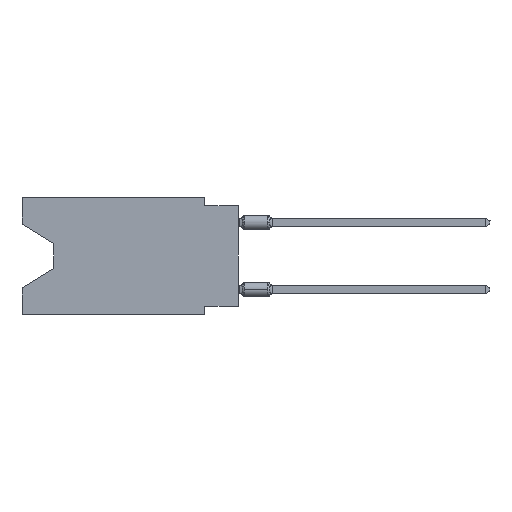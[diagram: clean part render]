
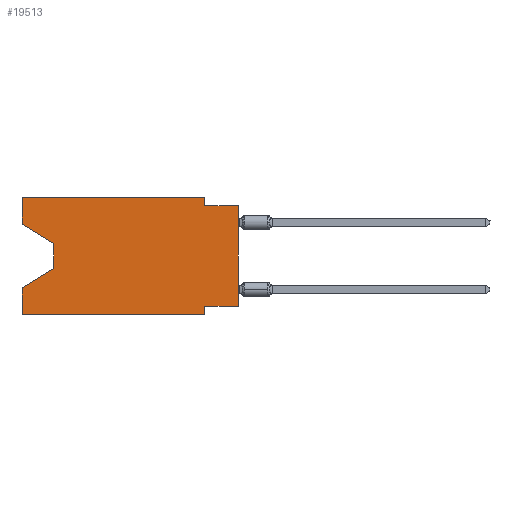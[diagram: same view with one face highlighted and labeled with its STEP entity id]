
A CAD part, left-side view. The second image highlights one B-rep face of the part: STEP entity #19513.
In plain terms, the highlighted planar face has unit normal (-1, 0, 0).
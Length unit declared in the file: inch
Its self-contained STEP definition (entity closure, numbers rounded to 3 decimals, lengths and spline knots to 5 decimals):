
#1856 = DIRECTION ( 'NONE',  ( 0., -1., 0. ) ) ;
#2108 = CARTESIAN_POINT ( 'NONE',  ( 0., 0., 0. ) ) ;
#3951 = VERTEX_POINT ( 'NONE', #63509 ) ;
#4530 = ORIENTED_EDGE ( 'NONE', *, *, #33720, .T. ) ;
#4763 = ORIENTED_EDGE ( 'NONE', *, *, #59589, .F. ) ;
#5135 = LINE ( 'NONE', #45584, #23508 ) ;
#5429 = EDGE_CURVE ( 'NONE', #58212, #3951, #64748, .T. ) ;
#5653 = DIRECTION ( 'NONE',  ( 0., -0.855, -0.519 ) ) ;
#6209 = EDGE_CURVE ( 'NONE', #49030, #23907, #9411, .T. ) ;
#6842 = CARTESIAN_POINT ( 'NONE',  ( 0., 0.55, -0.138 ) ) ;
#7612 = ORIENTED_EDGE ( 'NONE', *, *, #68019, .F. ) ;
#7794 = CARTESIAN_POINT ( 'NONE',  ( 0., 0.1, -0.025 ) ) ;
#7974 = DIRECTION ( 'NONE',  ( 0., 0., -1. ) ) ;
#8879 = ORIENTED_EDGE ( 'NONE', *, *, #34765, .F. ) ;
#9047 = CARTESIAN_POINT ( 'NONE',  ( 0., 0.645, 0. ) ) ;
#9411 = LINE ( 'NONE', #9047, #40241 ) ;
#9881 = CARTESIAN_POINT ( 'NONE',  ( 0., 0.645, -0.08025 ) ) ;
#10253 = CARTESIAN_POINT ( 'NONE',  ( 0., 0.645, -0.35 ) ) ;
#10339 = VERTEX_POINT ( 'NONE', #42994 ) ;
#11889 = ORIENTED_EDGE ( 'NONE', *, *, #13762, .T. ) ;
#12344 = ORIENTED_EDGE ( 'NONE', *, *, #33367, .F. ) ;
#12468 = LINE ( 'NONE', #46742, #29197 ) ;
#12644 = EDGE_LOOP ( 'NONE', ( #16792, #11889, #70610, #24301, #4530, #4763, #7612, #33560, #13763, #12344, #36898, #8879 ) ) ;
#12971 = DIRECTION ( 'NONE',  ( 0., 0., -1. ) ) ;
#13456 = CARTESIAN_POINT ( 'NONE',  ( 0., 0.55, -0.138 ) ) ;
#13762 = EDGE_CURVE ( 'NONE', #43408, #19878, #36061, .T. ) ;
#13763 = ORIENTED_EDGE ( 'NONE', *, *, #32234, .F. ) ;
#13896 = CARTESIAN_POINT ( 'NONE',  ( 0., 0., -0.025 ) ) ;
#13967 = VECTOR ( 'NONE', #5653, 39.37008 ) ;
#16792 = ORIENTED_EDGE ( 'NONE', *, *, #70291, .T. ) ;
#18580 = DIRECTION ( 'NONE',  ( 0., 0., -1. ) ) ;
#19370 = VERTEX_POINT ( 'NONE', #22608 ) ;
#19513 = ADVANCED_FACE ( 'NONE', ( #70649 ), #60444, .F. ) ;
#19521 = CARTESIAN_POINT ( 'NONE',  ( 0., 0.1, 0. ) ) ;
#19878 = VERTEX_POINT ( 'NONE', #64039 ) ;
#20761 = CARTESIAN_POINT ( 'NONE',  ( 0., 0.645, 0. ) ) ;
#22268 = CARTESIAN_POINT ( 'NONE',  ( 0., 0.1, 0. ) ) ;
#22608 = CARTESIAN_POINT ( 'NONE',  ( 0., 0.1, -0.325 ) ) ;
#23139 = CARTESIAN_POINT ( 'NONE',  ( 0., 0.645, -0.08025 ) ) ;
#23508 = VECTOR ( 'NONE', #18580, 39.37008 ) ;
#23699 = VERTEX_POINT ( 'NONE', #7794 ) ;
#23907 = VERTEX_POINT ( 'NONE', #22268 ) ;
#24301 = ORIENTED_EDGE ( 'NONE', *, *, #5429, .F. ) ;
#24632 = LINE ( 'NONE', #19521, #60351 ) ;
#25287 = VECTOR ( 'NONE', #39092, 39.37008 ) ;
#26612 = VECTOR ( 'NONE', #49757, 39.37008 ) ;
#26675 = CARTESIAN_POINT ( 'NONE',  ( 0., 0.645, 0. ) ) ;
#28908 = VECTOR ( 'NONE', #46597, 39.37008 ) ;
#29197 = VECTOR ( 'NONE', #29229, 39.37008 ) ;
#29229 = DIRECTION ( 'NONE',  ( 0., 0.855, -0.519 ) ) ;
#29660 = VECTOR ( 'NONE', #58547, 39.37008 ) ;
#30289 = LINE ( 'NONE', #13896, #40476 ) ;
#31579 = VECTOR ( 'NONE', #65412, 39.37008 ) ;
#32234 = EDGE_CURVE ( 'NONE', #23699, #36049, #30289, .T. ) ;
#32362 = DIRECTION ( 'NONE',  ( 1., 0., 0. ) ) ;
#33065 = EDGE_CURVE ( 'NONE', #10339, #36049, #52457, .T. ) ;
#33367 = EDGE_CURVE ( 'NONE', #23907, #23699, #24632, .T. ) ;
#33560 = ORIENTED_EDGE ( 'NONE', *, *, #33065, .T. ) ;
#33720 = EDGE_CURVE ( 'NONE', #58212, #63098, #51476, .T. ) ;
#34023 = VECTOR ( 'NONE', #7974, 39.37008 ) ;
#34765 = EDGE_CURVE ( 'NONE', #63679, #49030, #66808, .T. ) ;
#36049 = VERTEX_POINT ( 'NONE', #57285 ) ;
#36061 = LINE ( 'NONE', #13456, #34023 ) ;
#36898 = ORIENTED_EDGE ( 'NONE', *, *, #6209, .F. ) ;
#38214 = DIRECTION ( 'NONE',  ( 0., -1., 0. ) ) ;
#39092 = DIRECTION ( 'NONE',  ( 0., 0., 1. ) ) ;
#40241 = VECTOR ( 'NONE', #38214, 39.37008 ) ;
#40476 = VECTOR ( 'NONE', #1856, 39.37008 ) ;
#42785 = CARTESIAN_POINT ( 'NONE',  ( 0., 0.1, -0.35 ) ) ;
#42994 = CARTESIAN_POINT ( 'NONE',  ( 0., 0., -0.325 ) ) ;
#43408 = VERTEX_POINT ( 'NONE', #6842 ) ;
#43573 = CARTESIAN_POINT ( 'NONE',  ( 0., 0.645, 0. ) ) ;
#45584 = CARTESIAN_POINT ( 'NONE',  ( 0., 0.1, -0.35 ) ) ;
#46597 = DIRECTION ( 'NONE',  ( 0., 0., 1. ) ) ;
#46742 = CARTESIAN_POINT ( 'NONE',  ( 0., 0.55, -0.212 ) ) ;
#49030 = VERTEX_POINT ( 'NONE', #20761 ) ;
#49757 = DIRECTION ( 'NONE',  ( 0., -1., 0. ) ) ;
#51476 = LINE ( 'NONE', #61077, #26612 ) ;
#52457 = LINE ( 'NONE', #2108, #28908 ) ;
#54262 = CARTESIAN_POINT ( 'NONE',  ( 0., 0.645, 0. ) ) ;
#55989 = LINE ( 'NONE', #23139, #13967 ) ;
#57285 = CARTESIAN_POINT ( 'NONE',  ( 0., 0., -0.025 ) ) ;
#58212 = VERTEX_POINT ( 'NONE', #10253 ) ;
#58547 = DIRECTION ( 'NONE',  ( 0., 0., 1. ) ) ;
#59589 = EDGE_CURVE ( 'NONE', #19370, #63098, #5135, .T. ) ;
#60351 = VECTOR ( 'NONE', #12971, 39.37008 ) ;
#60444 = PLANE ( 'NONE',  #65848 ) ;
#61024 = CARTESIAN_POINT ( 'NONE',  ( 0., 0., -0.325 ) ) ;
#61077 = CARTESIAN_POINT ( 'NONE',  ( 0., 0.645, -0.35 ) ) ;
#63098 = VERTEX_POINT ( 'NONE', #42785 ) ;
#63509 = CARTESIAN_POINT ( 'NONE',  ( 0., 0.645, -0.26975 ) ) ;
#63679 = VERTEX_POINT ( 'NONE', #9881 ) ;
#64039 = CARTESIAN_POINT ( 'NONE',  ( 0., 0.55, -0.212 ) ) ;
#64748 = LINE ( 'NONE', #43573, #29660 ) ;
#65412 = DIRECTION ( 'NONE',  ( 0., 1., 0. ) ) ;
#65848 = AXIS2_PLACEMENT_3D ( 'NONE', #54262, #32362, #66278 ) ;
#66278 = DIRECTION ( 'NONE',  ( 0., 0., -1. ) ) ;
#66808 = LINE ( 'NONE', #26675, #25287 ) ;
#66856 = LINE ( 'NONE', #61024, #31579 ) ;
#68019 = EDGE_CURVE ( 'NONE', #10339, #19370, #66856, .T. ) ;
#70291 = EDGE_CURVE ( 'NONE', #63679, #43408, #55989, .T. ) ;
#70610 = ORIENTED_EDGE ( 'NONE', *, *, #71638, .T. ) ;
#70649 = FACE_OUTER_BOUND ( 'NONE', #12644, .T. ) ;
#71638 = EDGE_CURVE ( 'NONE', #19878, #3951, #12468, .T. ) ;
